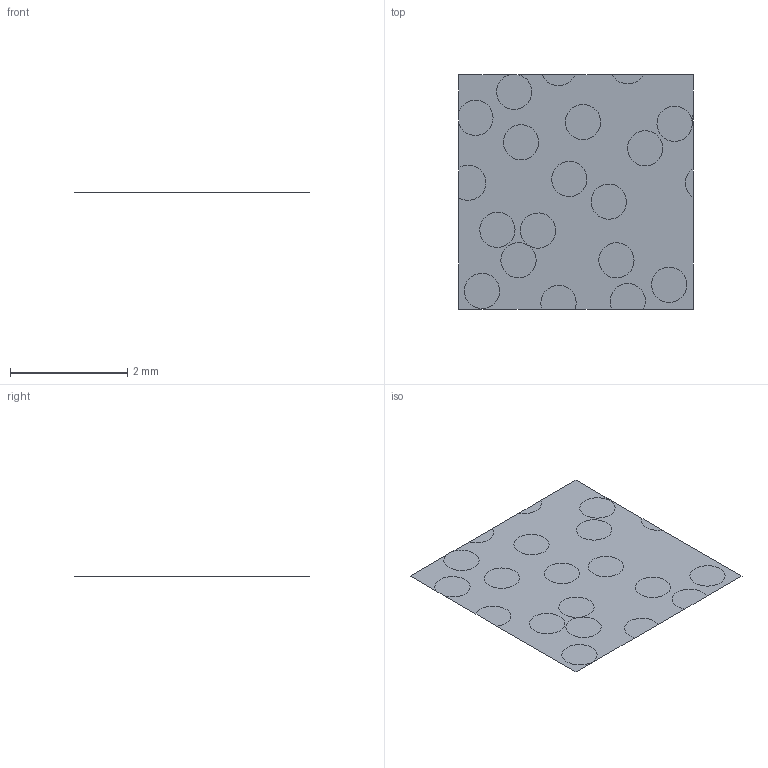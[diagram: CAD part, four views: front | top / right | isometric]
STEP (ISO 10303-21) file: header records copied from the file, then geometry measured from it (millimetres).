
FILE_DESCRIPTION(('Open CASCADE Model'),'2;1');
FILE_NAME('Open CASCADE Shape Model','2021-11-23T09:50:13',('Author'),( 'Open CASCADE'),'Open CASCADE STEP processor 7.6','Open CASCADE 7.6' ,'Unknown');
FILE_SCHEMA(('AUTOMOTIVE_DESIGN { 1 0 10303 214 1 1 1 1 }'));
Length unit declared in the file: millimetre
Products named in the file (24): Open CASCADE STEP translator 7.6 6; Open CASCADE STEP translator 7.6 6.1; Open CASCADE STEP translator 7.6 6.2; Open CASCADE STEP translator 7.6 6.3; Open CASCADE STEP translator 7.6 6.4; Open CASCADE STEP translator 7.6 6.5; Open CASCADE STEP translator 7.6 6.6; Open CASCADE STEP translator 7.6 6.7; Open CASCADE STEP translator 7.6 6.8; Open CASCADE STEP translator 7.6 6.9; Open CASCADE STEP translator 7.6 6.10; Open CASCADE STEP translator 7.6 6.11; Open CASCADE STEP translator 7.6 6.12; Open CASCADE STEP translator 7.6 6.13; Open CASCADE STEP translator 7.6 6.14; Open CASCADE STEP translator 7.6 6.15; Open CASCADE STEP translator 7.6 6.16; Open CASCADE STEP translator 7.6 6.17; Open CASCADE STEP translator 7.6 6.18; Open CASCADE STEP translator 7.6 6.19; Open CASCADE STEP translator 7.6 6.20; Open CASCADE STEP translator 7.6 6.21; Open CASCADE STEP translator 7.6 6.22; Open CASCADE STEP translator 7.6 6.23
Assembly tree (23 placements, depth 2):
  Open CASCADE STEP translator 7.6 6
    Open CASCADE STEP translator 7.6 6.1
    Open CASCADE STEP translator 7.6 6.2
    Open CASCADE STEP translator 7.6 6.3
    Open CASCADE STEP translator 7.6 6.4
    Open CASCADE STEP translator 7.6 6.5
    Open CASCADE STEP translator 7.6 6.6
    Open CASCADE STEP translator 7.6 6.7
    Open CASCADE STEP translator 7.6 6.8
    Open CASCADE STEP translator 7.6 6.9
    Open CASCADE STEP translator 7.6 6.10
    Open CASCADE STEP translator 7.6 6.11
    Open CASCADE STEP translator 7.6 6.12
    Open CASCADE STEP translator 7.6 6.13
    Open CASCADE STEP translator 7.6 6.14
    Open CASCADE STEP translator 7.6 6.15
    Open CASCADE STEP translator 7.6 6.16
    Open CASCADE STEP translator 7.6 6.17
    Open CASCADE STEP translator 7.6 6.18
    Open CASCADE STEP translator 7.6 6.19
    Open CASCADE STEP translator 7.6 6.20
    Open CASCADE STEP translator 7.6 6.21
    Open CASCADE STEP translator 7.6 6.22
    Open CASCADE STEP translator 7.6 6.23
Bounding box: 4 x 4 x 0 mm (x, y, z)
Surface area: 16 mm2 (no closed solid volume)
Topology: 0 solids, 23 shells, 23 faces, 78 edges, 78 vertices
Faces by surface type: plane 23
Entity records: 1908 total; most frequent: DIRECTION 304, CARTESIAN_POINT 281, AXIS2_PLACEMENT_3D 101, ORIENTED_EDGE 78, EDGE_CURVE 78, VERTEX_POINT 78, SURFACE_CURVE 78, PCURVE 78
